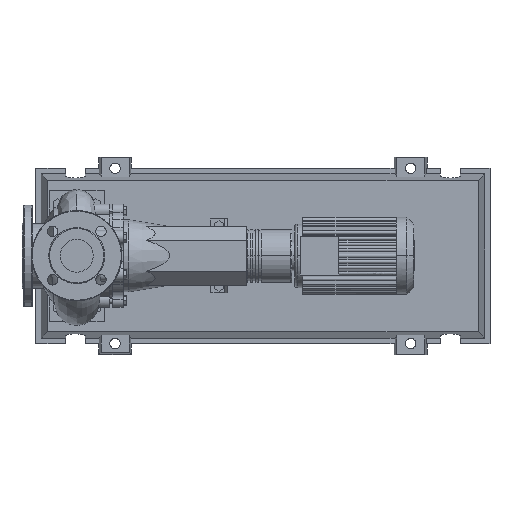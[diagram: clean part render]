
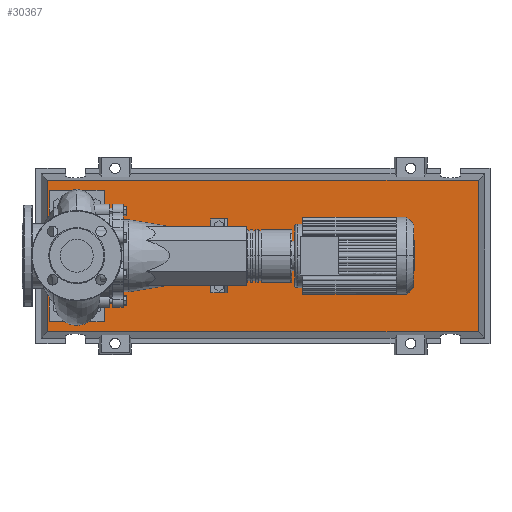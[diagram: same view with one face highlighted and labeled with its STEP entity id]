
A CAD part, top view. The second image highlights one B-rep face of the part: STEP entity #30367.
In plain terms, the highlighted planar face has unit normal (0, 0, 1).
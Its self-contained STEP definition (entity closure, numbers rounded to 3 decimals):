
#30048=CARTESIAN_POINT('',(733.292,-138.292,83.0));
#30049=VERTEX_POINT('',#30048);
#30056=CARTESIAN_POINT('',(-53.292,-138.292,83.0));
#30057=VERTEX_POINT('',#30056);
#30058=CARTESIAN_POINT('',(733.292,-138.292,83.0));
#30059=DIRECTION('',(-1.0,0.0,0.0));
#30060=VECTOR('',#30059,786.584);
#30061=LINE('',#30058,#30060);
#30062=EDGE_CURVE('',#30049,#30057,#30061,.T.);
#30280=CARTESIAN_POINT('',(733.292,138.292,83.0));
#30281=VERTEX_POINT('',#30280);
#30282=CARTESIAN_POINT('',(733.292,138.292,83.0));
#30283=DIRECTION('',(0.0,-1.0,0.0));
#30284=VECTOR('',#30283,276.584);
#30285=LINE('',#30282,#30284);
#30286=EDGE_CURVE('',#30281,#30049,#30285,.T.);
#30304=CARTESIAN_POINT('',(-53.292,138.292,83.0));
#30305=VERTEX_POINT('',#30304);
#30306=CARTESIAN_POINT('',(-53.292,-138.292,83.0));
#30307=DIRECTION('',(0.0,1.0,0.0));
#30308=VECTOR('',#30307,276.584);
#30309=LINE('',#30306,#30308);
#30310=EDGE_CURVE('',#30057,#30305,#30309,.T.);
#30343=CARTESIAN_POINT('',(-53.292,138.292,83.0));
#30344=DIRECTION('',(1.0,0.0,0.0));
#30345=VECTOR('',#30344,786.584);
#30346=LINE('',#30343,#30345);
#30347=EDGE_CURVE('',#30305,#30281,#30346,.T.);
#30356=CARTESIAN_POINT('',(340.,0.,83.0));
#30357=DIRECTION('',(0.0,0.0,1.0));
#30358=DIRECTION('',(1.0,0.0,0.0));
#30359=AXIS2_PLACEMENT_3D('',#30356,#30357,#30358);
#30360=PLANE('',#30359);
#30361=ORIENTED_EDGE('',*,*,#30286,.F.);
#30362=ORIENTED_EDGE('',*,*,#30347,.F.);
#30363=ORIENTED_EDGE('',*,*,#30310,.F.);
#30364=ORIENTED_EDGE('',*,*,#30062,.F.);
#30365=EDGE_LOOP('',(#30361,#30362,#30363,#30364));
#30366=FACE_OUTER_BOUND('',#30365,.T.);
#30367=ADVANCED_FACE('',(#30366),#30360,.T.);
